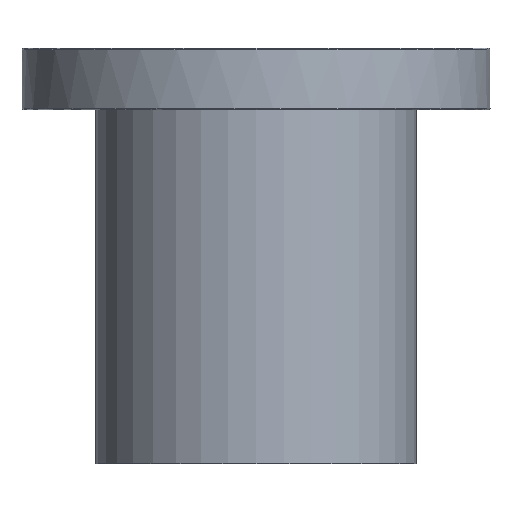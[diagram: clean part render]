
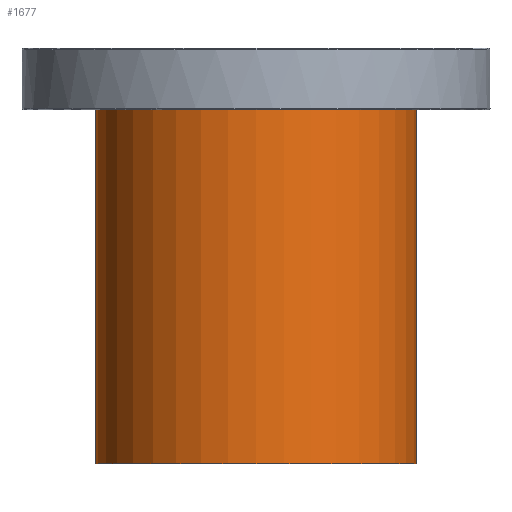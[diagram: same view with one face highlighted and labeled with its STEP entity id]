
A CAD part, front view. The second image highlights one B-rep face of the part: STEP entity #1677.
In plain terms, the highlighted cylindrical face has radius 52 mm (diameter 104 mm), a full revolution.
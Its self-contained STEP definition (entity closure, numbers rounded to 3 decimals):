
#1615=CARTESIAN_POINT('',(52.0,0.,374.5));
#1616=VERTEX_POINT('',#1615);
#1617=CARTESIAN_POINT('',(0.0,0.0,374.5));
#1618=DIRECTION('',(0.0,0.0,1.0));
#1619=DIRECTION('',(-1.0,0.0,0.0));
#1620=AXIS2_PLACEMENT_3D('',#1617,#1618,#1619);
#1621=CIRCLE('',#1620,52.0);
#1622=EDGE_CURVE('',#1616,#1616,#1621,.T.);
#1658=CARTESIAN_POINT('',(0.0,0.0,0.0));
#1659=DIRECTION('',(0.0,0.0,1.0));
#1660=DIRECTION('',(-1.0,0.0,0.0));
#1661=AXIS2_PLACEMENT_3D('',#1658,#1659,#1660);
#1662=CYLINDRICAL_SURFACE('',#1661,52.0);
#1663=ORIENTED_EDGE('',*,*,#1622,.T.);
#1664=EDGE_LOOP('',(#1663));
#1665=FACE_OUTER_BOUND('',#1664,.T.);
#1666=CARTESIAN_POINT('',(52.0,0.,500.0));
#1667=VERTEX_POINT('',#1666);
#1668=CARTESIAN_POINT('',(0.0,0.0,500.0));
#1669=DIRECTION('',(0.0,0.0,-1.0));
#1670=DIRECTION('',(-1.0,0.0,0.0));
#1671=AXIS2_PLACEMENT_3D('',#1668,#1669,#1670);
#1672=CIRCLE('',#1671,52.0);
#1673=EDGE_CURVE('',#1667,#1667,#1672,.T.);
#1674=ORIENTED_EDGE('',*,*,#1673,.T.);
#1675=EDGE_LOOP('',(#1674));
#1676=FACE_BOUND('',#1675,.T.);
#1677=ADVANCED_FACE('',(#1665,#1676),#1662,.T.);
